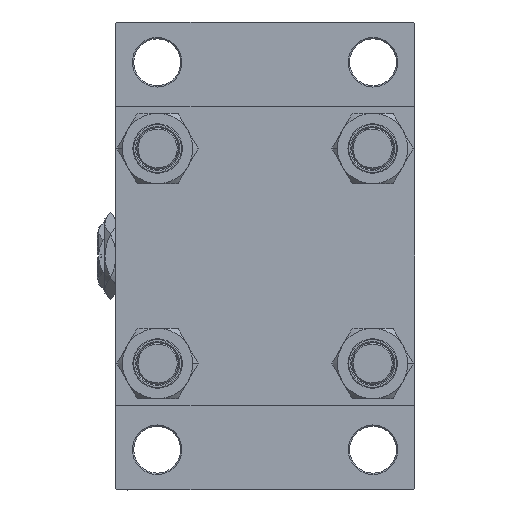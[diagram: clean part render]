
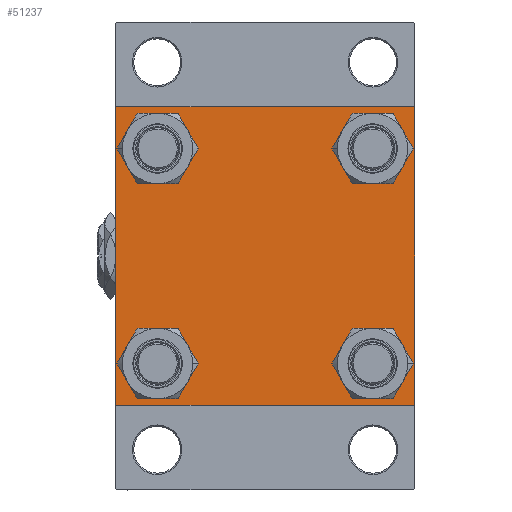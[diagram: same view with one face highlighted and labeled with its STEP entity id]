
A CAD part, left-side view. The second image highlights one B-rep face of the part: STEP entity #51237.
In plain terms, the highlighted planar face has unit normal (-1, 0, 0).
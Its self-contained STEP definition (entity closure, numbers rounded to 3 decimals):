
#1498 = DIRECTION ( 'NONE',  ( 1., 0., 0. ) ) ;
#1750 = VERTEX_POINT ( 'NONE', #26569 ) ;
#2651 = EDGE_CURVE ( 'NONE', #41188, #45661, #18131, .T. ) ;
#3247 = CARTESIAN_POINT ( 'NONE',  ( 0., -41.35, 41.35 ) ) ;
#3296 = CARTESIAN_POINT ( 'NONE',  ( 0., 57., -57.5 ) ) ;
#3336 = CARTESIAN_POINT ( 'NONE',  ( 0., 57.5, 57.5 ) ) ;
#4096 = EDGE_CURVE ( 'NONE', #37720, #37241, #29991, .T. ) ;
#4602 = EDGE_CURVE ( 'NONE', #9871, #47552, #17531, .T. ) ;
#4878 = CIRCLE ( 'NONE', #23205, 8.5 ) ;
#5111 = DIRECTION ( 'NONE',  ( 0., -0.707, -0.707 ) ) ;
#5629 = VERTEX_POINT ( 'NONE', #27547 ) ;
#5631 = ORIENTED_EDGE ( 'NONE', *, *, #22268, .T. ) ;
#5659 = CIRCLE ( 'NONE', #13135, 8.5 ) ;
#5963 = DIRECTION ( 'NONE',  ( 0., 0.707, -0.707 ) ) ;
#6038 = DIRECTION ( 'NONE',  ( 1., 0., 0. ) ) ;
#6301 = DIRECTION ( 'NONE',  ( 0., 0., 1. ) ) ;
#6352 = FACE_BOUND ( 'NONE', #20476, .T. ) ;
#6454 = CIRCLE ( 'NONE', #27316, 8.5 ) ;
#6621 = DIRECTION ( 'NONE',  ( 0., -1., 0. ) ) ;
#7285 = VERTEX_POINT ( 'NONE', #21903 ) ;
#7936 = CARTESIAN_POINT ( 'NONE',  ( 0., 41.35, 49.85 ) ) ;
#9099 = CARTESIAN_POINT ( 'NONE',  ( 0., 41.35, -41.35 ) ) ;
#9171 = EDGE_CURVE ( 'NONE', #22341, #45325, #42087, .T. ) ;
#9546 = VECTOR ( 'NONE', #24243, 1000. ) ;
#9871 = VERTEX_POINT ( 'NONE', #13961 ) ;
#10514 = EDGE_CURVE ( 'NONE', #37241, #37720, #46108, .T. ) ;
#10917 = LINE ( 'NONE', #3336, #45532 ) ;
#12255 = VECTOR ( 'NONE', #21312, 1000. ) ;
#12310 = ORIENTED_EDGE ( 'NONE', *, *, #48198, .T. ) ;
#12394 = VECTOR ( 'NONE', #5963, 1000. ) ;
#12506 = DIRECTION ( 'NONE',  ( 1., 0., 0. ) ) ;
#12700 = PLANE ( 'NONE',  #39990 ) ;
#12905 = VERTEX_POINT ( 'NONE', #34666 ) ;
#12946 = CARTESIAN_POINT ( 'NONE',  ( 0., 57.5, 57.5 ) ) ;
#12977 = VERTEX_POINT ( 'NONE', #42748 ) ;
#13012 = LINE ( 'NONE', #29748, #12394 ) ;
#13070 = ORIENTED_EDGE ( 'NONE', *, *, #39184, .T. ) ;
#13135 = AXIS2_PLACEMENT_3D ( 'NONE', #3247, #50511, #23099 ) ;
#13702 = ORIENTED_EDGE ( 'NONE', *, *, #36597, .F. ) ;
#13934 = DIRECTION ( 'NONE',  ( 0., 0., 1. ) ) ;
#13961 = CARTESIAN_POINT ( 'NONE',  ( 0., -41.35, -49.85 ) ) ;
#13971 = AXIS2_PLACEMENT_3D ( 'NONE', #30494, #42489, #38564 ) ;
#14284 = DIRECTION ( 'NONE',  ( 0., 0., 1. ) ) ;
#14446 = FACE_OUTER_BOUND ( 'NONE', #31897, .T. ) ;
#15604 = CIRCLE ( 'NONE', #13971, 8.5 ) ;
#15777 = CARTESIAN_POINT ( 'NONE',  ( 0., -41.35, 49.85 ) ) ;
#16331 = LINE ( 'NONE', #28365, #33958 ) ;
#17531 = CIRCLE ( 'NONE', #35046, 8.5 ) ;
#17800 = CARTESIAN_POINT ( 'NONE',  ( 0., -41.35, -41.35 ) ) ;
#18027 = VERTEX_POINT ( 'NONE', #15777 ) ;
#18131 = LINE ( 'NONE', #18386, #25783 ) ;
#18386 = CARTESIAN_POINT ( 'NONE',  ( 0., 57.5, -57.5 ) ) ;
#19822 = ORIENTED_EDGE ( 'NONE', *, *, #38670, .T. ) ;
#20145 = ORIENTED_EDGE ( 'NONE', *, *, #10514, .T. ) ;
#20476 = EDGE_LOOP ( 'NONE', ( #5631, #23087 ) ) ;
#21129 = DIRECTION ( 'NONE',  ( 0., 0., 1. ) ) ;
#21312 = DIRECTION ( 'NONE',  ( 0., -1., 0. ) ) ;
#21357 = ORIENTED_EDGE ( 'NONE', *, *, #9171, .T. ) ;
#21799 = VECTOR ( 'NONE', #51535, 1000. ) ;
#21839 = LINE ( 'NONE', #12946, #12255 ) ;
#21903 = CARTESIAN_POINT ( 'NONE',  ( 0., -41.35, 32.85 ) ) ;
#21970 = CARTESIAN_POINT ( 'NONE',  ( 0., 41.35, 32.85 ) ) ;
#22268 = EDGE_CURVE ( 'NONE', #18027, #7285, #5659, .T. ) ;
#22341 = VERTEX_POINT ( 'NONE', #36852 ) ;
#23087 = ORIENTED_EDGE ( 'NONE', *, *, #46259, .T. ) ;
#23099 = DIRECTION ( 'NONE',  ( 0., 0., 1. ) ) ;
#23174 = CARTESIAN_POINT ( 'NONE',  ( 0., 41.35, 41.35 ) ) ;
#23205 = AXIS2_PLACEMENT_3D ( 'NONE', #9099, #12506, #21129 ) ;
#23301 = VERTEX_POINT ( 'NONE', #51041 ) ;
#24243 = DIRECTION ( 'NONE',  ( 0., 0., -1. ) ) ;
#24352 = ORIENTED_EDGE ( 'NONE', *, *, #49244, .T. ) ;
#24665 = EDGE_CURVE ( 'NONE', #12905, #1750, #6454, .T. ) ;
#25783 = VECTOR ( 'NONE', #6621, 1000. ) ;
#26220 = FACE_BOUND ( 'NONE', #48784, .T. ) ;
#26413 = CARTESIAN_POINT ( 'NONE',  ( 0., 57.5, 57. ) ) ;
#26424 = CARTESIAN_POINT ( 'NONE',  ( 0., 41.35, -41.35 ) ) ;
#26569 = CARTESIAN_POINT ( 'NONE',  ( 0., 41.35, -32.85 ) ) ;
#26868 = DIRECTION ( 'NONE',  ( 0., 0., -1. ) ) ;
#27316 = AXIS2_PLACEMENT_3D ( 'NONE', #26424, #42088, #6301 ) ;
#27547 = CARTESIAN_POINT ( 'NONE',  ( 0., 57., 57.5 ) ) ;
#27556 = CARTESIAN_POINT ( 'NONE',  ( 0., -57., 57.5 ) ) ;
#28365 = CARTESIAN_POINT ( 'NONE',  ( 0., 57.25, -57.25 ) ) ;
#28656 = FACE_BOUND ( 'NONE', #32431, .T. ) ;
#29343 = ORIENTED_EDGE ( 'NONE', *, *, #2651, .T. ) ;
#29582 = CARTESIAN_POINT ( 'NONE',  ( 0., -57.25, 57.25 ) ) ;
#29748 = CARTESIAN_POINT ( 'NONE',  ( 0., 57.25, 57.25 ) ) ;
#29991 = CIRCLE ( 'NONE', #49165, 8.5 ) ;
#30399 = DIRECTION ( 'NONE',  ( -1., 0., 0. ) ) ;
#30494 = CARTESIAN_POINT ( 'NONE',  ( 0., -41.35, 41.35 ) ) ;
#31893 = AXIS2_PLACEMENT_3D ( 'NONE', #37288, #1498, #14284 ) ;
#31897 = EDGE_LOOP ( 'NONE', ( #13070, #41740, #29343, #35487, #13702, #21357, #42410, #24352 ) ) ;
#32076 = CARTESIAN_POINT ( 'NONE',  ( 0., -57.5, 57.5 ) ) ;
#32431 = EDGE_LOOP ( 'NONE', ( #20145, #40703 ) ) ;
#32453 = EDGE_CURVE ( 'NONE', #45661, #12977, #39537, .T. ) ;
#33351 = DIRECTION ( 'NONE',  ( 0., 0., 1. ) ) ;
#33958 = VECTOR ( 'NONE', #5111, 1000. ) ;
#34001 = DIRECTION ( 'NONE',  ( 0., 0.707, 0.707 ) ) ;
#34666 = CARTESIAN_POINT ( 'NONE',  ( 0., 41.35, -49.85 ) ) ;
#35046 = AXIS2_PLACEMENT_3D ( 'NONE', #49695, #37467, #13934 ) ;
#35197 = DIRECTION ( 'NONE',  ( 0., 0., 1. ) ) ;
#35487 = ORIENTED_EDGE ( 'NONE', *, *, #32453, .T. ) ;
#35633 = CARTESIAN_POINT ( 'NONE',  ( 0., -57.25, -57.25 ) ) ;
#36482 = FACE_BOUND ( 'NONE', #44686, .T. ) ;
#36597 = EDGE_CURVE ( 'NONE', #22341, #12977, #37036, .T. ) ;
#36852 = CARTESIAN_POINT ( 'NONE',  ( 0., -57.5, 57. ) ) ;
#37036 = LINE ( 'NONE', #32076, #9546 ) ;
#37241 = VERTEX_POINT ( 'NONE', #7936 ) ;
#37288 = CARTESIAN_POINT ( 'NONE',  ( 0., 41.35, 41.35 ) ) ;
#37467 = DIRECTION ( 'NONE',  ( 1., 0., 0. ) ) ;
#37720 = VERTEX_POINT ( 'NONE', #21970 ) ;
#38564 = DIRECTION ( 'NONE',  ( 0., 0., 1. ) ) ;
#38670 = EDGE_CURVE ( 'NONE', #47552, #9871, #42973, .T. ) ;
#38710 = VERTEX_POINT ( 'NONE', #26413 ) ;
#39184 = EDGE_CURVE ( 'NONE', #38710, #23301, #10917, .T. ) ;
#39207 = ORIENTED_EDGE ( 'NONE', *, *, #4602, .T. ) ;
#39450 = VECTOR ( 'NONE', #34001, 1000. ) ;
#39537 = LINE ( 'NONE', #35633, #21799 ) ;
#39990 = AXIS2_PLACEMENT_3D ( 'NONE', #45106, #30399, #33351 ) ;
#40703 = ORIENTED_EDGE ( 'NONE', *, *, #4096, .T. ) ;
#41188 = VERTEX_POINT ( 'NONE', #3296 ) ;
#41740 = ORIENTED_EDGE ( 'NONE', *, *, #45554, .T. ) ;
#42087 = LINE ( 'NONE', #29582, #39450 ) ;
#42088 = DIRECTION ( 'NONE',  ( 1., 0., 0. ) ) ;
#42410 = ORIENTED_EDGE ( 'NONE', *, *, #42472, .F. ) ;
#42472 = EDGE_CURVE ( 'NONE', #5629, #45325, #21839, .T. ) ;
#42489 = DIRECTION ( 'NONE',  ( 1., 0., 0. ) ) ;
#42507 = CARTESIAN_POINT ( 'NONE',  ( 0., -41.35, -32.85 ) ) ;
#42748 = CARTESIAN_POINT ( 'NONE',  ( 0., -57.5, -57. ) ) ;
#42973 = CIRCLE ( 'NONE', #47136, 8.5 ) ;
#44686 = EDGE_LOOP ( 'NONE', ( #19822, #39207 ) ) ;
#45106 = CARTESIAN_POINT ( 'NONE',  ( 0., 0., 0. ) ) ;
#45325 = VERTEX_POINT ( 'NONE', #27556 ) ;
#45532 = VECTOR ( 'NONE', #26868, 1000. ) ;
#45554 = EDGE_CURVE ( 'NONE', #23301, #41188, #16331, .T. ) ;
#45661 = VERTEX_POINT ( 'NONE', #46843 ) ;
#46086 = ORIENTED_EDGE ( 'NONE', *, *, #24665, .T. ) ;
#46108 = CIRCLE ( 'NONE', #31893, 8.5 ) ;
#46259 = EDGE_CURVE ( 'NONE', #7285, #18027, #15604, .T. ) ;
#46843 = CARTESIAN_POINT ( 'NONE',  ( 0., -57., -57.5 ) ) ;
#47136 = AXIS2_PLACEMENT_3D ( 'NONE', #17800, #6038, #49635 ) ;
#47436 = DIRECTION ( 'NONE',  ( 1., 0., 0. ) ) ;
#47552 = VERTEX_POINT ( 'NONE', #42507 ) ;
#48198 = EDGE_CURVE ( 'NONE', #1750, #12905, #4878, .T. ) ;
#48784 = EDGE_LOOP ( 'NONE', ( #12310, #46086 ) ) ;
#49165 = AXIS2_PLACEMENT_3D ( 'NONE', #23174, #47436, #35197 ) ;
#49244 = EDGE_CURVE ( 'NONE', #5629, #38710, #13012, .T. ) ;
#49635 = DIRECTION ( 'NONE',  ( 0., 0., 1. ) ) ;
#49695 = CARTESIAN_POINT ( 'NONE',  ( 0., -41.35, -41.35 ) ) ;
#50511 = DIRECTION ( 'NONE',  ( 1., 0., 0. ) ) ;
#51041 = CARTESIAN_POINT ( 'NONE',  ( 0., 57.5, -57. ) ) ;
#51237 = ADVANCED_FACE ( 'NONE', ( #6352, #36482, #26220, #28656, #14446 ), #12700, .T. ) ;
#51535 = DIRECTION ( 'NONE',  ( 0., -0.707, 0.707 ) ) ;
